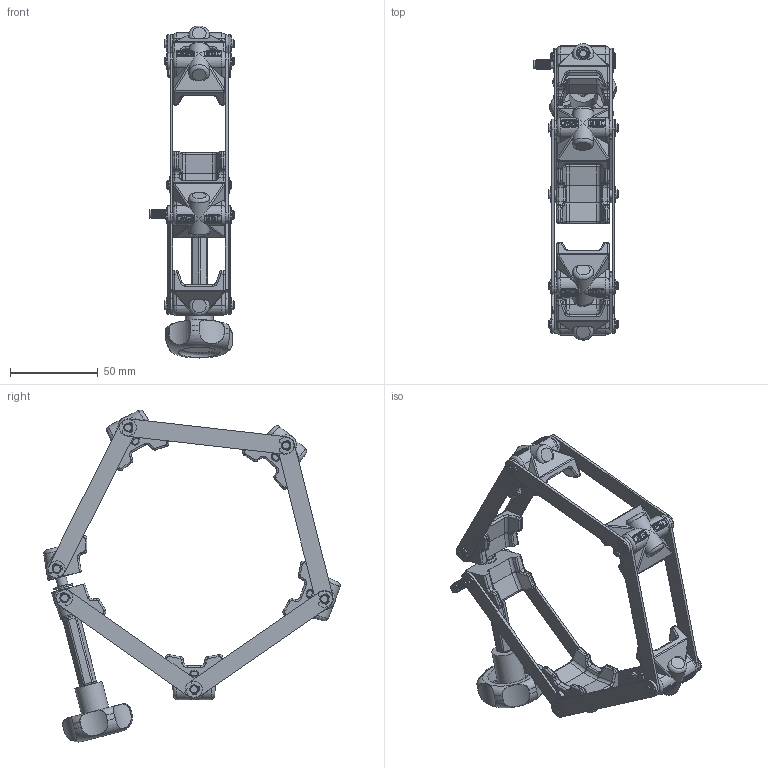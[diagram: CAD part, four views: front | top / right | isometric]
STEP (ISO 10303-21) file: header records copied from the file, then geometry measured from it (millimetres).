
FILE_DESCRIPTION(/* description */ (''),/* implementation_level */ '2;1');
FILE_NAME(/* name */ '30.100012.221.910',/* time_stamp */ '2018-07-20T08:40:16+02:00',/* author */ ('Murat Coskun Bicak'),/* organization */ ('Evac AG'),/* preprocessor_version */ 'ST-DEVELOPER v16.7',/* originating_system */ 'DEX',/* authorisation */ $);
FILE_SCHEMA (('AUTOMOTIVE_DESIGN {1 0 10303 214 3 1 1}'));
Length unit declared in the file: millimetre
Products named in the file (13): 30.100012.221.910; 03.260.001-GTXSW; 03.260.002-GTXSW; 03.260.003-GTXSW; 03.039.090.5-IX; 03.050.004-IX; 03.065.000-IX; 00.5206.00-MS; 00.1204.00-A4; 00.1106.00-IX; 03.072.000-IX; 00.1205.00-A4; 00.5008.00
Assembly tree (41 placements, depth 2):
  30.100012.221.910
    03.260.001-GTXSW  x4
    03.260.002-GTXSW
    03.260.003-GTXSW
    03.039.090.5-IX  x10
    03.050.004-IX  x4
    03.065.000-IX  x4
    00.5206.00-MS
    00.1204.00-A4  x12
    00.1106.00-IX
    03.072.000-IX
    00.1205.00-A4
    00.5008.00
Bounding box: 48.7 x 169.35 x 189.62 mm (x, y, z)
Volume: 101484.2 mm3; surface area: 63919.5 mm2
Topology: 41 solids, 41 shells, 2768 faces, 7028 edges, 4560 vertices
Faces by surface type: plane 1604, cylinder 837, bspline 146, torus 93, sphere 64, cone 24
Full cylindrical faces by diameter (mm): 4 x12, 4.8 x4, 4.9 x3, 5 x46, 6 x4, 6.1 x1, 6.4 x1, 7 x1, 8 x2, 12 x1, 16 x1, 26 x1
Entity records: 39018 total; most frequent: CARTESIAN_POINT 12078, ORIENTED_EDGE 5574, DIRECTION 5367, EDGE_CURVE 2787, AXIS2_PLACEMENT_3D 1929, VERTEX_POINT 1836, LINE 1509, VECTOR 1509
